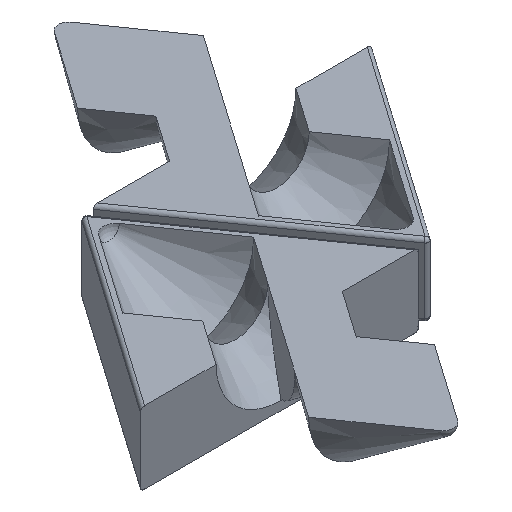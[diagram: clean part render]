
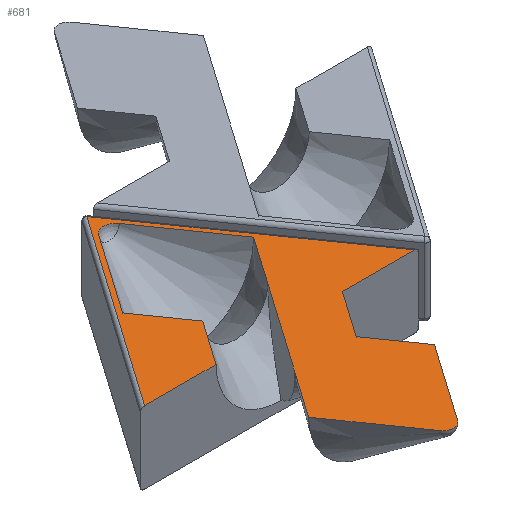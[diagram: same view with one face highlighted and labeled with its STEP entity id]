
A CAD part, isometric view. The second image highlights one B-rep face of the part: STEP entity #681.
In plain terms, the highlighted planar face has unit normal (0, 0, 1).
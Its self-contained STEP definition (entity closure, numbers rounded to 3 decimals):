
#43=PLANE('',#770);
#85=FACE_OUTER_BOUND('',#127,.T.);
#127=EDGE_LOOP('',(#590,#591,#592,#593,#594,#595,#596,#597,#598,#599,#600,
#601,#602,#603,#604,#605,#606));
#161=CIRCLE('',#771,1.5);
#162=CIRCLE('',#772,1.8);
#207=LINE('',#1155,#261);
#208=LINE('',#1159,#262);
#209=LINE('',#1162,#263);
#211=LINE('',#1169,#265);
#212=LINE('',#1173,#266);
#213=LINE('',#1175,#267);
#214=LINE('',#1179,#268);
#215=LINE('',#1181,#269);
#216=LINE('',#1182,#270);
#217=LINE('',#1184,#271);
#218=LINE('',#1186,#272);
#219=LINE('',#1188,#273);
#220=LINE('',#1192,#274);
#221=LINE('',#1194,#275);
#222=LINE('',#1195,#276);
#261=VECTOR('',#946,10.);
#262=VECTOR('',#951,10.);
#263=VECTOR('',#954,10.);
#265=VECTOR('',#960,10.);
#266=VECTOR('',#963,10.);
#267=VECTOR('',#964,12.465);
#268=VECTOR('',#967,12.465);
#269=VECTOR('',#968,10.);
#270=VECTOR('',#969,10.);
#271=VECTOR('',#970,10.);
#272=VECTOR('',#971,10.);
#273=VECTOR('',#972,10.);
#274=VECTOR('',#975,10.);
#275=VECTOR('',#976,10.);
#276=VECTOR('',#977,10.);
#326=VERTEX_POINT('',#1149);
#327=VERTEX_POINT('',#1153);
#328=VERTEX_POINT('',#1157);
#329=VERTEX_POINT('',#1161);
#332=VERTEX_POINT('',#1167);
#333=VERTEX_POINT('',#1171);
#334=VERTEX_POINT('',#1172);
#335=VERTEX_POINT('',#1174);
#336=VERTEX_POINT('',#1176);
#337=VERTEX_POINT('',#1178);
#338=VERTEX_POINT('',#1180);
#339=VERTEX_POINT('',#1183);
#340=VERTEX_POINT('',#1185);
#341=VERTEX_POINT('',#1187);
#342=VERTEX_POINT('',#1189);
#343=VERTEX_POINT('',#1191);
#344=VERTEX_POINT('',#1193);
#414=EDGE_CURVE('',#327,#326,#207,.T.);
#416=EDGE_CURVE('',#326,#328,#208,.T.);
#417=EDGE_CURVE('',#329,#328,#209,.T.);
#421=EDGE_CURVE('',#327,#332,#211,.T.);
#422=EDGE_CURVE('',#333,#334,#212,.F.);
#423=EDGE_CURVE('',#334,#335,#213,.T.);
#424=EDGE_CURVE('',#336,#335,#161,.T.);
#425=EDGE_CURVE('',#337,#336,#214,.F.);
#426=EDGE_CURVE('',#338,#337,#215,.T.);
#427=EDGE_CURVE('',#329,#338,#216,.T.);
#428=EDGE_CURVE('',#339,#332,#217,.F.);
#429=EDGE_CURVE('',#340,#339,#218,.F.);
#430=EDGE_CURVE('',#341,#340,#219,.F.);
#431=EDGE_CURVE('',#341,#342,#162,.T.);
#432=EDGE_CURVE('',#343,#342,#220,.F.);
#433=EDGE_CURVE('',#344,#343,#221,.F.);
#434=EDGE_CURVE('',#333,#344,#222,.T.);
#590=ORIENTED_EDGE('',*,*,#422,.T.);
#591=ORIENTED_EDGE('',*,*,#423,.T.);
#592=ORIENTED_EDGE('',*,*,#424,.F.);
#593=ORIENTED_EDGE('',*,*,#425,.F.);
#594=ORIENTED_EDGE('',*,*,#426,.F.);
#595=ORIENTED_EDGE('',*,*,#427,.F.);
#596=ORIENTED_EDGE('',*,*,#417,.T.);
#597=ORIENTED_EDGE('',*,*,#416,.F.);
#598=ORIENTED_EDGE('',*,*,#414,.F.);
#599=ORIENTED_EDGE('',*,*,#421,.T.);
#600=ORIENTED_EDGE('',*,*,#428,.F.);
#601=ORIENTED_EDGE('',*,*,#429,.F.);
#602=ORIENTED_EDGE('',*,*,#430,.F.);
#603=ORIENTED_EDGE('',*,*,#431,.T.);
#604=ORIENTED_EDGE('',*,*,#432,.F.);
#605=ORIENTED_EDGE('',*,*,#433,.F.);
#606=ORIENTED_EDGE('',*,*,#434,.F.);
#681=ADVANCED_FACE('',(#85),#43,.T.);
#770=AXIS2_PLACEMENT_3D('',#1170,#961,#962);
#771=AXIS2_PLACEMENT_3D('',#1177,#965,#966);
#772=AXIS2_PLACEMENT_3D('',#1190,#973,#974);
#946=DIRECTION('',(0.574,0.819,0.));
#951=DIRECTION('',(0.574,-0.819,0.));
#954=DIRECTION('',(1.,0.,0.));
#960=DIRECTION('',(1.,0.,0.));
#961=DIRECTION('center_axis',(0.,0.,
1.));
#962=DIRECTION('ref_axis',(1.,0.,0.));
#963=DIRECTION('',(0.574,0.819,0.));
#964=DIRECTION('',(0.574,-0.819,0.));
#965=DIRECTION('center_axis',(0.,0.,
-1.));
#966=DIRECTION('ref_axis',(0.,-1.,0.));
#967=DIRECTION('',(0.574,0.819,0.));
#968=DIRECTION('',(0.574,-0.819,0.));
#969=DIRECTION('',(-0.574,-0.819,0.));
#970=DIRECTION('',(0.574,0.819,0.));
#971=DIRECTION('',(-0.574,0.819,0.));
#972=DIRECTION('',(0.574,0.819,0.));
#973=DIRECTION('center_axis',(0.,0.,
-1.));
#974=DIRECTION('ref_axis',(0.,1.,0.));
#975=DIRECTION('',(0.574,-0.819,0.));
#976=DIRECTION('',(-0.574,-0.819,0.));
#977=DIRECTION('',(0.574,0.819,0.));
#1149=CARTESIAN_POINT('',(-47.533,-1.198,9.972));
#1153=CARTESIAN_POINT('',(-67.048,-29.07,9.972));
#1155=CARTESIAN_POINT('',(-54.417,-11.03,9.972));
#1157=CARTESIAN_POINT('',(-28.017,-29.07,9.972));
#1159=CARTESIAN_POINT('',(-31.3,-24.381,9.972));
#1161=CARTESIAN_POINT('',(-38.447,-29.07,9.972));
#1162=CARTESIAN_POINT('',(-56.881,-29.07,9.972));
#1167=CARTESIAN_POINT('',(-56.706,-29.07,9.972));
#1169=CARTESIAN_POINT('',(-56.881,-29.07,9.972));
#1170=CARTESIAN_POINT('Origin',(-47.533,-29.202,9.972));
#1171=CARTESIAN_POINT('',(-51.961,-35.721,9.972));
#1172=CARTESIAN_POINT('',(-56.623,-42.378,9.972));
#1173=CARTESIAN_POINT('',(-54.398,-39.201,9.972));
#1174=CARTESIAN_POINT('',(-48.761,-53.605,9.972));
#1175=CARTESIAN_POINT('',(-51.951,-49.049,9.972));
#1176=CARTESIAN_POINT('',(-46.304,-53.605,9.972));
#1177=CARTESIAN_POINT('Origin',(-47.533,-52.745,9.972));
#1178=CARTESIAN_POINT('',(-38.442,-42.378,9.972));
#1179=CARTESIAN_POINT('',(-43.114,-49.049,9.972));
#1180=CARTESIAN_POINT('',(-43.104,-35.721,9.972));
#1181=CARTESIAN_POINT('',(-40.667,-39.201,9.972));
#1182=CARTESIAN_POINT('',(-40.777,-32.397,9.972));
#1183=CARTESIAN_POINT('',(-52.234,-22.682,9.972));
#1184=CARTESIAN_POINT('',(-54.471,-25.878,9.972));
#1185=CARTESIAN_POINT('',(-57.017,-15.851,9.972));
#1186=CARTESIAN_POINT('',(-54.581,-19.33,9.972));
#1187=CARTESIAN_POINT('',(-49.007,-4.411,9.972));
#1188=CARTESIAN_POINT('',(-52.298,-9.111,9.972));
#1189=CARTESIAN_POINT('',(-46.058,-4.411,9.972));
#1190=CARTESIAN_POINT('Origin',(-47.533,-5.443,9.972));
#1191=CARTESIAN_POINT('',(-38.048,-15.851,9.972));
#1192=CARTESIAN_POINT('',(-42.767,-9.111,9.972));
#1193=CARTESIAN_POINT('',(-42.831,-22.682,9.972));
#1194=CARTESIAN_POINT('',(-40.484,-19.33,9.972));
#1195=CARTESIAN_POINT('',(-47.441,-29.266,9.972));
